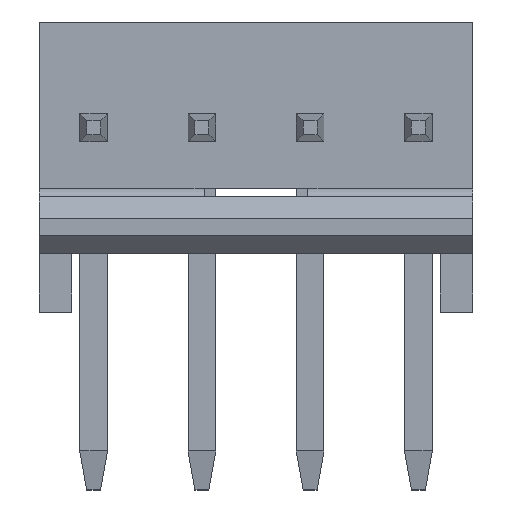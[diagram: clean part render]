
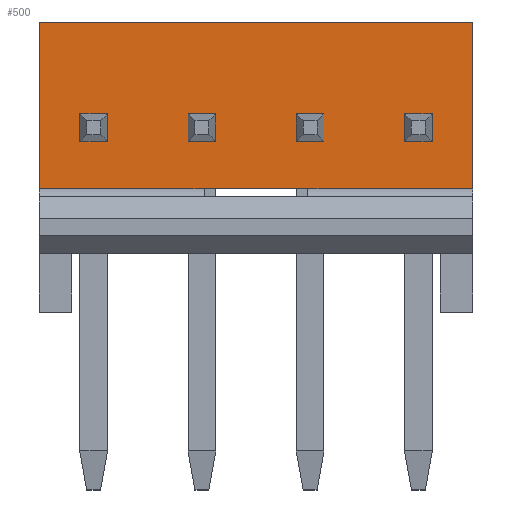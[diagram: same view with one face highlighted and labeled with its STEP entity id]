
A CAD part, top view. The second image highlights one B-rep face of the part: STEP entity #500.
In plain terms, the highlighted planar face has unit normal (0, 0, 1).
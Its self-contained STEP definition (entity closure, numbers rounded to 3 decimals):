
#47 = ORIENTED_EDGE ( 'NONE', *, *, #2868, .T. ) ;
#82 = VECTOR ( 'NONE', #1946, 1000. ) ;
#88 = ORIENTED_EDGE ( 'NONE', *, *, #1417, .F. ) ;
#104 = CARTESIAN_POINT ( 'NONE',  ( 1.2, 2.85, -0.75 ) ) ;
#333 = CARTESIAN_POINT ( 'NONE',  ( -1.2, 2.85, -0.75 ) ) ;
#445 = EDGE_CURVE ( 'NONE', #549, #563, #1987, .T. ) ;
#497 = CARTESIAN_POINT ( 'NONE',  ( -5., 6.7, -0.75 ) ) ;
#500 = ADVANCED_FACE ( 'NONE', ( #3231 ), #2548, .F. ) ;
#511 = CARTESIAN_POINT ( 'NONE',  ( -5., 6.7, -0.75 ) ) ;
#549 = VERTEX_POINT ( 'NONE', #2598 ) ;
#563 = VERTEX_POINT ( 'NONE', #1723 ) ;
#683 = VERTEX_POINT ( 'NONE', #2747 ) ;
#701 = VECTOR ( 'NONE', #1344, 1000. ) ;
#802 = CARTESIAN_POINT ( 'NONE',  ( -5., 2.85, -0.75 ) ) ;
#818 = CARTESIAN_POINT ( 'NONE',  ( 5., 2.85, -0.75 ) ) ;
#1047 = DIRECTION ( 'NONE',  ( 1., 0., 0. ) ) ;
#1060 = VECTOR ( 'NONE', #2741, 1000. ) ;
#1093 = VECTOR ( 'NONE', #1047, 1000. ) ;
#1189 = EDGE_CURVE ( 'NONE', #549, #683, #2361, .T. ) ;
#1199 = ORIENTED_EDGE ( 'NONE', *, *, #445, .T. ) ;
#1230 = ORIENTED_EDGE ( 'NONE', *, *, #3502, .T. ) ;
#1344 = DIRECTION ( 'NONE',  ( 0., -1., 0. ) ) ;
#1365 = VERTEX_POINT ( 'NONE', #818 ) ;
#1395 = CARTESIAN_POINT ( 'NONE',  ( -5., 2.85, -0.75 ) ) ;
#1417 = EDGE_CURVE ( 'NONE', #683, #1365, #3677, .T. ) ;
#1471 = AXIS2_PLACEMENT_3D ( 'NONE', #2247, #3110, #2932 ) ;
#1532 = EDGE_LOOP ( 'NONE', ( #1199, #47, #3041, #1230, #88, #1761 ) ) ;
#1659 = CARTESIAN_POINT ( 'NONE',  ( 5., 6.7, -0.75 ) ) ;
#1723 = CARTESIAN_POINT ( 'NONE',  ( -5., 2.85, -0.75 ) ) ;
#1761 = ORIENTED_EDGE ( 'NONE', *, *, #1189, .F. ) ;
#1946 = DIRECTION ( 'NONE',  ( 0., -1., 0. ) ) ;
#1987 = LINE ( 'NONE', #497, #701 ) ;
#1990 = VERTEX_POINT ( 'NONE', #104 ) ;
#2247 = CARTESIAN_POINT ( 'NONE',  ( -5., 6.7, -0.75 ) ) ;
#2263 = LINE ( 'NONE', #3005, #3494 ) ;
#2314 = LINE ( 'NONE', #1395, #1060 ) ;
#2361 = LINE ( 'NONE', #511, #1093 ) ;
#2446 = DIRECTION ( 'NONE',  ( 1., 0., 0. ) ) ;
#2534 = VECTOR ( 'NONE', #2446, 1000. ) ;
#2548 = PLANE ( 'NONE',  #1471 ) ;
#2598 = CARTESIAN_POINT ( 'NONE',  ( -5., 6.7, -0.75 ) ) ;
#2722 = LINE ( 'NONE', #802, #2534 ) ;
#2741 = DIRECTION ( 'NONE',  ( 1., 0., 0. ) ) ;
#2747 = CARTESIAN_POINT ( 'NONE',  ( 5., 6.7, -0.75 ) ) ;
#2868 = EDGE_CURVE ( 'NONE', #563, #2955, #2263, .T. ) ;
#2932 = DIRECTION ( 'NONE',  ( -1., 0., 0. ) ) ;
#2955 = VERTEX_POINT ( 'NONE', #333 ) ;
#3005 = CARTESIAN_POINT ( 'NONE',  ( -5., 2.85, -0.75 ) ) ;
#3041 = ORIENTED_EDGE ( 'NONE', *, *, #3215, .T. ) ;
#3110 = DIRECTION ( 'NONE',  ( 0., 0., -1. ) ) ;
#3215 = EDGE_CURVE ( 'NONE', #2955, #1990, #2314, .T. ) ;
#3231 = FACE_OUTER_BOUND ( 'NONE', #1532, .T. ) ;
#3285 = DIRECTION ( 'NONE',  ( 1., 0., 0. ) ) ;
#3494 = VECTOR ( 'NONE', #3285, 1000. ) ;
#3502 = EDGE_CURVE ( 'NONE', #1990, #1365, #2722, .T. ) ;
#3677 = LINE ( 'NONE', #1659, #82 ) ;
